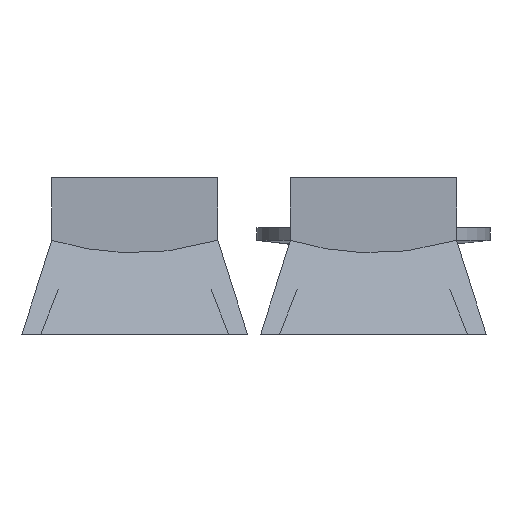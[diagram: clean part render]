
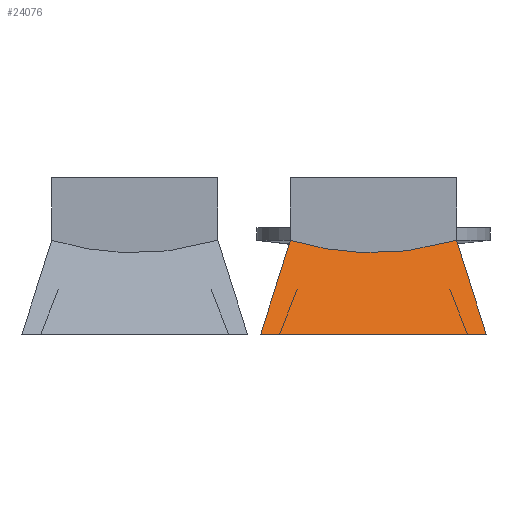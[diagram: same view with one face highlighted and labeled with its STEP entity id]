
A CAD part, left-side view. The second image highlights one B-rep face of the part: STEP entity #24076.
In plain terms, the highlighted planar face has unit normal (-0.95, 0, 0.312).
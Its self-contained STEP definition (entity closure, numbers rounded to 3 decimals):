
#24037=CARTESIAN_POINT('',(-36.696,105.25,2.671));
#24038=DIRECTION('',(0.95,0.,-0.312));
#24039=DIRECTION('',(-0.312,0.,-0.95));
#24040=AXIS2_PLACEMENT_3D('',#24037,#24038,#24039);
#24041=PLANE('',#24040);
#24042=CARTESIAN_POINT('',(-35.108,98.618,7.5));
#24043=VERTEX_POINT('',#24042);
#24044=CARTESIAN_POINT('',(-35.108,111.882,7.5));
#24045=VERTEX_POINT('',#24044);
#24046=CARTESIAN_POINT('',(-35.108,98.618,7.5));
#24047=DIRECTION('',(-0.,1.,-0.));
#24048=VECTOR('',#24047,13.263);
#24049=LINE('',#24046,#24048);
#24050=EDGE_CURVE('',#24043,#24045,#24049,.T.);
#24051=ORIENTED_EDGE('',*,*,#24050,.T.);
#24052=CARTESIAN_POINT('',(-37.575,114.25,0.));
#24053=VERTEX_POINT('',#24052);
#24054=CARTESIAN_POINT('',(-37.575,114.25,-0.));
#24055=DIRECTION('',(0.299,-0.287,0.91));
#24056=VECTOR('',#24055,8.243);
#24057=LINE('',#24054,#24056);
#24058=EDGE_CURVE('',#24053,#24045,#24057,.T.);
#24059=ORIENTED_EDGE('',*,*,#24058,.F.);
#24060=CARTESIAN_POINT('',(-37.575,96.25,0.));
#24061=VERTEX_POINT('',#24060);
#24062=CARTESIAN_POINT('',(-37.575,114.25,0.));
#24063=DIRECTION('',(-0.,-1.,-0.));
#24064=VECTOR('',#24063,18.);
#24065=LINE('',#24062,#24064);
#24066=EDGE_CURVE('',#24053,#24061,#24065,.T.);
#24067=ORIENTED_EDGE('',*,*,#24066,.T.);
#24068=CARTESIAN_POINT('',(-37.575,96.25,-0.));
#24069=DIRECTION('',(0.299,0.287,0.91));
#24070=VECTOR('',#24069,8.243);
#24071=LINE('',#24068,#24070);
#24072=EDGE_CURVE('',#24061,#24043,#24071,.T.);
#24073=ORIENTED_EDGE('',*,*,#24072,.T.);
#24074=EDGE_LOOP('',(#24051,#24059,#24067,#24073));
#24075=FACE_BOUND('',#24074,.T.);
#24076=ADVANCED_FACE('',(#24075),#24041,.F.);
